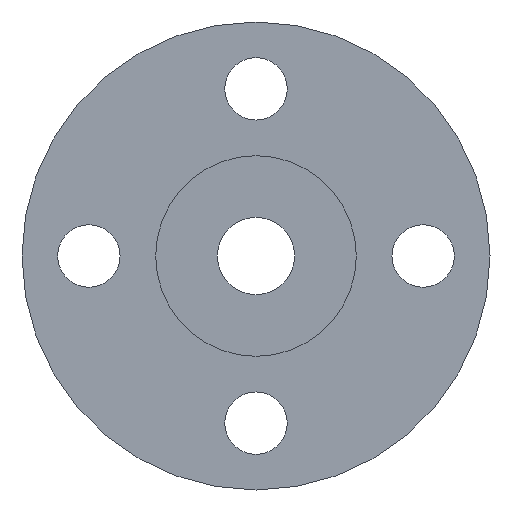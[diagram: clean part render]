
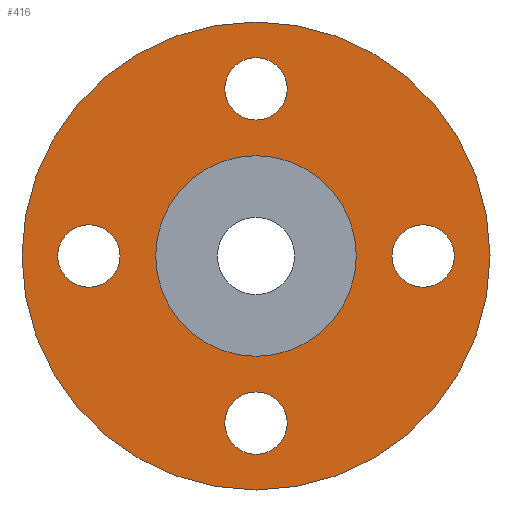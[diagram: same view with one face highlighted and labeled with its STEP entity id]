
A CAD part, front view. The second image highlights one B-rep face of the part: STEP entity #416.
In plain terms, the highlighted planar face has unit normal (0, -1, 0).
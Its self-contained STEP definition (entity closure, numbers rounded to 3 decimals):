
#3 = ORIENTED_EDGE ( 'NONE', *, *, #769, .F. ) ;
#12 = EDGE_CURVE ( 'NONE', #569, #319, #197, .T. ) ;
#20 = EDGE_CURVE ( 'NONE', #319, #569, #508, .T. ) ;
#28 = VERTEX_POINT ( 'NONE', #114 ) ;
#44 = EDGE_CURVE ( 'NONE', #770, #184, #48, .T. ) ;
#48 = CIRCLE ( 'NONE', #685, 7. ) ;
#60 = CARTESIAN_POINT ( 'NONE',  ( 0., 2., -52.5 ) ) ;
#62 = AXIS2_PLACEMENT_3D ( 'NONE', #354, #490, #606 ) ;
#68 = CIRCLE ( 'NONE', #99, 7. ) ;
#70 = EDGE_LOOP ( 'NONE', ( #275, #444 ) ) ;
#76 = AXIS2_PLACEMENT_3D ( 'NONE', #255, #501, #439 ) ;
#81 = EDGE_CURVE ( 'NONE', #125, #615, #504, .T. ) ;
#85 = EDGE_LOOP ( 'NONE', ( #744, #400 ) ) ;
#89 = CARTESIAN_POINT ( 'NONE',  ( -37.5, 2., -7. ) ) ;
#90 = AXIS2_PLACEMENT_3D ( 'NONE', #180, #225, #234 ) ;
#93 = CARTESIAN_POINT ( 'NONE',  ( 37.5, 2., -7. ) ) ;
#99 = AXIS2_PLACEMENT_3D ( 'NONE', #722, #169, #412 ) ;
#109 = DIRECTION ( 'NONE',  ( 0., 0., -1. ) ) ;
#114 = CARTESIAN_POINT ( 'NONE',  ( 0., 2., 30.5 ) ) ;
#125 = VERTEX_POINT ( 'NONE', #182 ) ;
#126 = CIRCLE ( 'NONE', #201, 7. ) ;
#131 = ORIENTED_EDGE ( 'NONE', *, *, #359, .F. ) ;
#136 = AXIS2_PLACEMENT_3D ( 'NONE', #730, #656, #346 ) ;
#138 = AXIS2_PLACEMENT_3D ( 'NONE', #146, #394, #709 ) ;
#141 = VERTEX_POINT ( 'NONE', #674 ) ;
#146 = CARTESIAN_POINT ( 'NONE',  ( 0., 2., 22.5 ) ) ;
#147 = EDGE_CURVE ( 'NONE', #247, #408, #171, .T. ) ;
#153 = FACE_BOUND ( 'NONE', #451, .T. ) ;
#160 = DIRECTION ( 'NONE',  ( 0., 0., -1. ) ) ;
#168 = EDGE_CURVE ( 'NONE', #28, #389, #68, .T. ) ;
#169 = DIRECTION ( 'NONE',  ( 0., -1., 0. ) ) ;
#171 = CIRCLE ( 'NONE', #136, 7. ) ;
#175 = DIRECTION ( 'NONE',  ( 0., 0., 1. ) ) ;
#180 = CARTESIAN_POINT ( 'NONE',  ( 0., 2., 0. ) ) ;
#182 = CARTESIAN_POINT ( 'NONE',  ( 0., 2., 52.5 ) ) ;
#184 = VERTEX_POINT ( 'NONE', #89 ) ;
#194 = ORIENTED_EDGE ( 'NONE', *, *, #12, .F. ) ;
#197 = CIRCLE ( 'NONE', #469, 7. ) ;
#201 = AXIS2_PLACEMENT_3D ( 'NONE', #720, #219, #160 ) ;
#204 = VERTEX_POINT ( 'NONE', #719 ) ;
#211 = ORIENTED_EDGE ( 'NONE', *, *, #168, .F. ) ;
#219 = DIRECTION ( 'NONE',  ( 0., -1., 0. ) ) ;
#225 = DIRECTION ( 'NONE',  ( 0., 1., 0. ) ) ;
#234 = DIRECTION ( 'NONE',  ( 0., 0., 1. ) ) ;
#239 = DIRECTION ( 'NONE',  ( 0., 0., -1. ) ) ;
#247 = VERTEX_POINT ( 'NONE', #342 ) ;
#253 = CIRCLE ( 'NONE', #76, 22.5 ) ;
#255 = CARTESIAN_POINT ( 'NONE',  ( 0., 2., 0. ) ) ;
#265 = ORIENTED_EDGE ( 'NONE', *, *, #81, .F. ) ;
#275 = ORIENTED_EDGE ( 'NONE', *, *, #441, .F. ) ;
#283 = CIRCLE ( 'NONE', #371, 52.5 ) ;
#291 = AXIS2_PLACEMENT_3D ( 'NONE', #297, #542, #239 ) ;
#297 = CARTESIAN_POINT ( 'NONE',  ( 0., 2., -37.5 ) ) ;
#299 = CARTESIAN_POINT ( 'NONE',  ( -37.5, 2., 0. ) ) ;
#317 = ORIENTED_EDGE ( 'NONE', *, *, #699, .F. ) ;
#319 = VERTEX_POINT ( 'NONE', #398 ) ;
#335 = CIRCLE ( 'NONE', #90, 22.5 ) ;
#336 = FACE_OUTER_BOUND ( 'NONE', #626, .T. ) ;
#341 = DIRECTION ( 'NONE',  ( 0., 0., -1. ) ) ;
#342 = CARTESIAN_POINT ( 'NONE',  ( 37.5, 2., 7. ) ) ;
#346 = DIRECTION ( 'NONE',  ( 0., 0., -1. ) ) ;
#354 = CARTESIAN_POINT ( 'NONE',  ( 0., 2., 0. ) ) ;
#359 = EDGE_CURVE ( 'NONE', #184, #770, #509, .T. ) ;
#371 = AXIS2_PLACEMENT_3D ( 'NONE', #583, #728, #175 ) ;
#387 = ORIENTED_EDGE ( 'NONE', *, *, #44, .F. ) ;
#389 = VERTEX_POINT ( 'NONE', #449 ) ;
#394 = DIRECTION ( 'NONE',  ( 0., -1., 0. ) ) ;
#397 = FACE_BOUND ( 'NONE', #85, .T. ) ;
#398 = CARTESIAN_POINT ( 'NONE',  ( 0., 2., -30.5 ) ) ;
#400 = ORIENTED_EDGE ( 'NONE', *, *, #756, .T. ) ;
#405 = AXIS2_PLACEMENT_3D ( 'NONE', #703, #529, #341 ) ;
#408 = VERTEX_POINT ( 'NONE', #93 ) ;
#412 = DIRECTION ( 'NONE',  ( 0., 0., -1. ) ) ;
#416 = ADVANCED_FACE ( 'NONE', ( #771, #153, #700, #514, #397, #336 ), #581, .T. ) ;
#439 = DIRECTION ( 'NONE',  ( 0., 0., 1. ) ) ;
#441 = EDGE_CURVE ( 'NONE', #408, #247, #807, .T. ) ;
#444 = ORIENTED_EDGE ( 'NONE', *, *, #147, .F. ) ;
#449 = CARTESIAN_POINT ( 'NONE',  ( 0., 2., 44.5 ) ) ;
#451 = EDGE_LOOP ( 'NONE', ( #211, #3 ) ) ;
#459 = EDGE_LOOP ( 'NONE', ( #131, #387 ) ) ;
#462 = CARTESIAN_POINT ( 'NONE',  ( -37.5, 2., 7. ) ) ;
#469 = AXIS2_PLACEMENT_3D ( 'NONE', #477, #726, #109 ) ;
#477 = CARTESIAN_POINT ( 'NONE',  ( 0., 2., -37.5 ) ) ;
#490 = DIRECTION ( 'NONE',  ( 0., 1., 0. ) ) ;
#501 = DIRECTION ( 'NONE',  ( 0., 1., 0. ) ) ;
#504 = CIRCLE ( 'NONE', #62, 52.5 ) ;
#508 = CIRCLE ( 'NONE', #291, 7. ) ;
#509 = CIRCLE ( 'NONE', #405, 7. ) ;
#514 = FACE_BOUND ( 'NONE', #755, .T. ) ;
#523 = CARTESIAN_POINT ( 'NONE',  ( 37.5, 2., 0. ) ) ;
#529 = DIRECTION ( 'NONE',  ( 0., -1., 0. ) ) ;
#542 = DIRECTION ( 'NONE',  ( 0., -1., 0. ) ) ;
#545 = DIRECTION ( 'NONE',  ( 0., 0., -1. ) ) ;
#569 = VERTEX_POINT ( 'NONE', #743 ) ;
#581 = PLANE ( 'NONE',  #138 ) ;
#583 = CARTESIAN_POINT ( 'NONE',  ( 0., 2., 0. ) ) ;
#595 = DIRECTION ( 'NONE',  ( 0., -1., 0. ) ) ;
#606 = DIRECTION ( 'NONE',  ( 0., 0., 1. ) ) ;
#615 = VERTEX_POINT ( 'NONE', #60 ) ;
#623 = ORIENTED_EDGE ( 'NONE', *, *, #20, .F. ) ;
#626 = EDGE_LOOP ( 'NONE', ( #265, #317 ) ) ;
#650 = AXIS2_PLACEMENT_3D ( 'NONE', #523, #595, #765 ) ;
#656 = DIRECTION ( 'NONE',  ( 0., -1., 0. ) ) ;
#660 = EDGE_CURVE ( 'NONE', #141, #204, #253, .T. ) ;
#674 = CARTESIAN_POINT ( 'NONE',  ( 0., 2., 22.5 ) ) ;
#685 = AXIS2_PLACEMENT_3D ( 'NONE', #299, #793, #545 ) ;
#699 = EDGE_CURVE ( 'NONE', #615, #125, #283, .T. ) ;
#700 = FACE_BOUND ( 'NONE', #459, .T. ) ;
#703 = CARTESIAN_POINT ( 'NONE',  ( -37.5, 2., 0. ) ) ;
#709 = DIRECTION ( 'NONE',  ( 0., 0., -1. ) ) ;
#719 = CARTESIAN_POINT ( 'NONE',  ( 0., 2., -22.5 ) ) ;
#720 = CARTESIAN_POINT ( 'NONE',  ( 0., 2., 37.5 ) ) ;
#722 = CARTESIAN_POINT ( 'NONE',  ( 0., 2., 37.5 ) ) ;
#726 = DIRECTION ( 'NONE',  ( 0., -1., 0. ) ) ;
#728 = DIRECTION ( 'NONE',  ( 0., 1., 0. ) ) ;
#730 = CARTESIAN_POINT ( 'NONE',  ( 37.5, 2., 0. ) ) ;
#743 = CARTESIAN_POINT ( 'NONE',  ( 0., 2., -44.5 ) ) ;
#744 = ORIENTED_EDGE ( 'NONE', *, *, #660, .T. ) ;
#755 = EDGE_LOOP ( 'NONE', ( #194, #623 ) ) ;
#756 = EDGE_CURVE ( 'NONE', #204, #141, #335, .T. ) ;
#765 = DIRECTION ( 'NONE',  ( 0., 0., -1. ) ) ;
#769 = EDGE_CURVE ( 'NONE', #389, #28, #126, .T. ) ;
#770 = VERTEX_POINT ( 'NONE', #462 ) ;
#771 = FACE_BOUND ( 'NONE', #70, .T. ) ;
#793 = DIRECTION ( 'NONE',  ( 0., -1., 0. ) ) ;
#807 = CIRCLE ( 'NONE', #650, 7. ) ;
